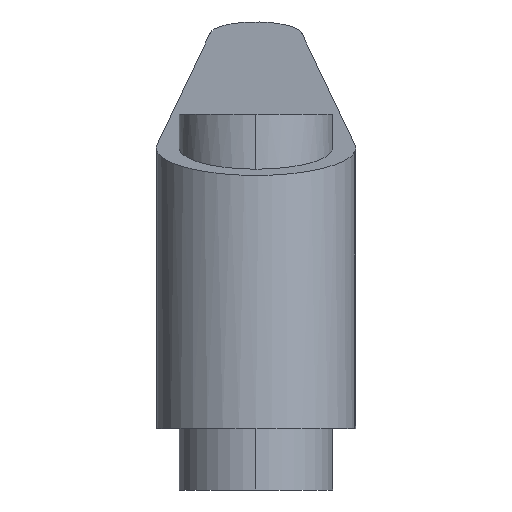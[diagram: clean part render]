
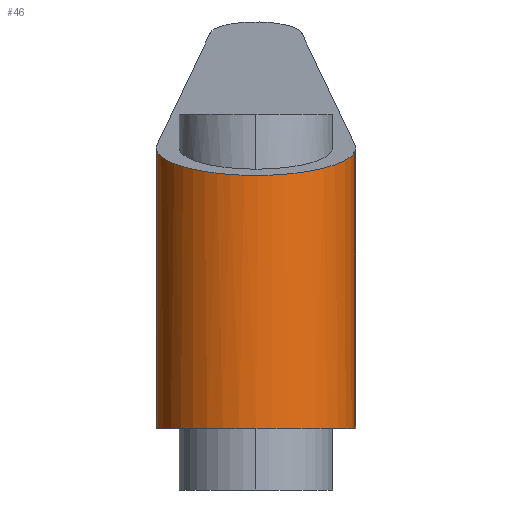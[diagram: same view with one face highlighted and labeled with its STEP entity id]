
A CAD part, left-side view. The second image highlights one B-rep face of the part: STEP entity #46.
In plain terms, the highlighted cylindrical face has radius 6.5 mm (diameter 13 mm), a partial arc.
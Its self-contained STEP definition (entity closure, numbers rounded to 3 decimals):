
#46=ADVANCED_FACE('',(#80),#81,.T.);
#80=FACE_OUTER_BOUND('',#151,.T.);
#81=CYLINDRICAL_SURFACE('',#152,6.5);
#151=EDGE_LOOP('',(#222,#223,#224,#225,#226,#227));
#152=AXIS2_PLACEMENT_3D('',#228,#229,#230);
#222=ORIENTED_EDGE('',*,*,#465,.F.);
#223=ORIENTED_EDGE('',*,*,#466,.F.);
#224=ORIENTED_EDGE('',*,*,#467,.F.);
#225=ORIENTED_EDGE('',*,*,#468,.F.);
#226=ORIENTED_EDGE('',*,*,#469,.T.);
#227=ORIENTED_EDGE('',*,*,#470,.F.);
#228=CARTESIAN_POINT('',(0.0,0.0,7.25));
#229=DIRECTION('',(-0.0,0.0,-1.0));
#230=DIRECTION('',(0.13,0.992,0.0));
#465=EDGE_CURVE('',#537,#538,#539,.T.);
#466=EDGE_CURVE('',#540,#537,#541,.T.);
#467=EDGE_CURVE('',#542,#540,#543,.T.);
#468=EDGE_CURVE('',#544,#542,#545,.T.);
#469=EDGE_CURVE('',#544,#546,#547,.T.);
#470=EDGE_CURVE('',#538,#546,#548,.T.);
#537=VERTEX_POINT('',#655);
#538=VERTEX_POINT('',#656);
#539=LINE('',#657,#658);
#540=VERTEX_POINT('',#659);
#541=CIRCLE('',#660,6.5);
#542=VERTEX_POINT('',#661);
#543=CIRCLE('',#662,6.5);
#544=VERTEX_POINT('',#663);
#545=LINE('',#664,#665);
#546=VERTEX_POINT('',#666);
#547=ELLIPSE('',#667,6.74,6.5);
#548=LINE('',#668,#669);
#655=CARTESIAN_POINT('',(0.843,6.445,4.0));
#656=CARTESIAN_POINT('',(0.843,6.445,12.557));
#657=CARTESIAN_POINT('',(0.843,6.445,7.25));
#658=VECTOR('',#865,1.0);
#659=CARTESIAN_POINT('',(-6.5,0.0,4.0));
#660=AXIS2_PLACEMENT_3D('',#866,#867,#868);
#661=CARTESIAN_POINT('',(-0.843,-6.445,4.0));
#662=AXIS2_PLACEMENT_3D('',#869,#870,#871);
#663=CARTESIAN_POINT('',(-0.843,-6.445,22.05));
#664=CARTESIAN_POINT('',(-0.843,-6.445,7.25));
#665=VECTOR('',#872,1.0);
#666=CARTESIAN_POINT('',(0.843,6.445,22.512));
#667=AXIS2_PLACEMENT_3D('',#873,#874,#875);
#668=CARTESIAN_POINT('',(0.843,6.445,7.25));
#669=VECTOR('',#876,10.0);
#865=DIRECTION('',(0.0,0.0,1.0));
#866=CARTESIAN_POINT('',(0.0,0.0,4.0));
#867=DIRECTION('',(-0.0,0.0,-1.0));
#868=DIRECTION('',(-1.0,0.0,0.0));
#869=CARTESIAN_POINT('',(0.0,0.0,4.0));
#870=DIRECTION('',(-0.0,0.0,-1.0));
#871=DIRECTION('',(-1.0,0.0,0.0));
#872=DIRECTION('',(-0.0,-0.0,-1.0));
#873=CARTESIAN_POINT('',(0.0,0.0,22.281));
#874=DIRECTION('',(0.264,0.0,-0.964));
#875=DIRECTION('',(0.964,0.,0.264));
#876=DIRECTION('',(0.0,0.0,1.0));
